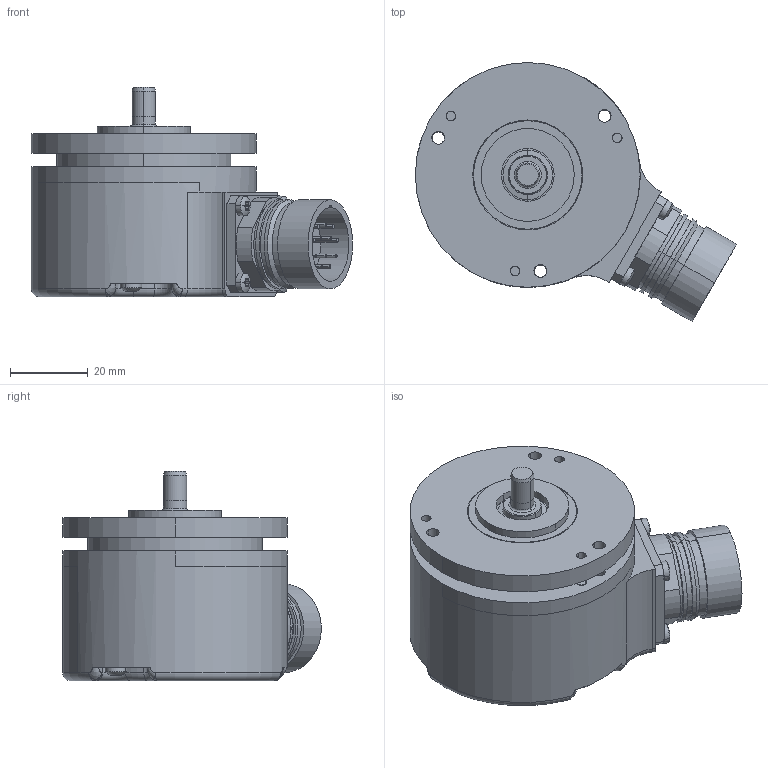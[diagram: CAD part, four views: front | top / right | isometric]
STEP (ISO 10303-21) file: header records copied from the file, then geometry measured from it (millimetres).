
FILE_DESCRIPTION((''),'2;1');
FILE_NAME('536277','2010-11-10T',('se2802'),(''),'PRO/ENGINEER BY PARAMETRIC TECHNOLOGY CORPORATION, 2010180','PRO/ENGINEER BY PARAMETRIC TECHNOLOGY CORPORATION, 2010180','');
FILE_SCHEMA(('CONFIG_CONTROL_DESIGN'));
Products named in the file (1): 536277
Bounding box: 82.9 x 66.76 x 54 mm (x, y, z)
Volume: 71565.8 mm3; surface area: 41472.3 mm2
Topology: 2 solids, 4 shells, 1439 faces, 3875 edges, 2527 vertices
Faces by surface type: cylinder 545, plane 413, extrusion 324, torus 73, cone 58, sphere 20, bspline 6
Entity records: 51277 total; most frequent: CARTESIAN_POINT 15542, ORIENTED_EDGE 7746, DIRECTION 6908, EDGE_CURVE 3873, AXIS2_PLACEMENT_3D 2550, VERTEX_POINT 2527, VECTOR 1808, EDGE_LOOP 1598
